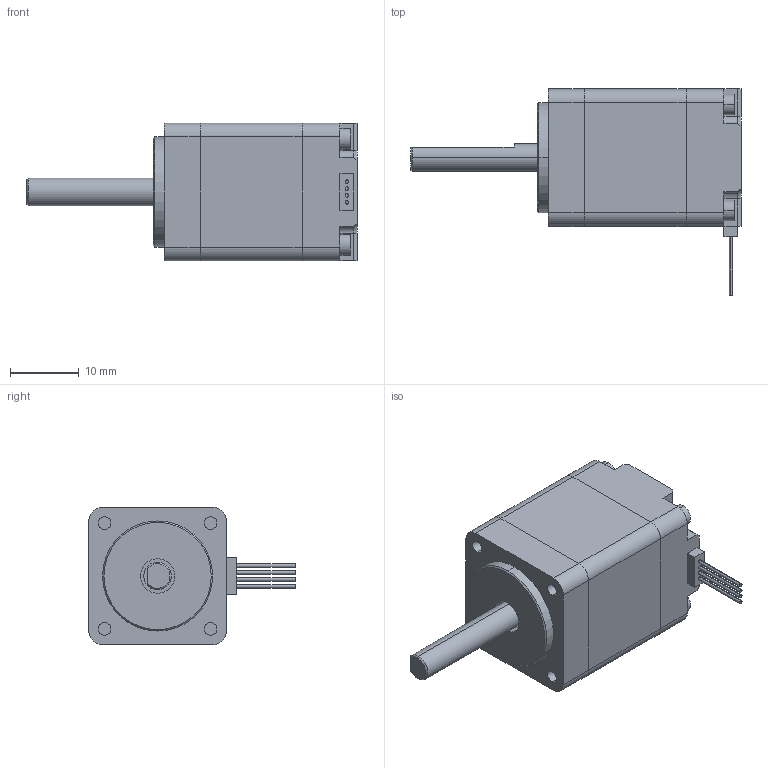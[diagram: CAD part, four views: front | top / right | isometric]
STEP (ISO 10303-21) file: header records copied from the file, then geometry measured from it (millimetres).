
FILE_DESCRIPTION (( 'STEP AP214' ), '1' );
FILE_NAME ('20HS2802A4.STEP', '2023-01-31T06:55:47', ( 'Windows 蚚誧' ), ( 'Organization' ), 'SwSTEP 2.0', 'SolidWorks 2021', '' );
FILE_SCHEMA (( 'AUTOMOTIVE_DESIGN' ));
Length unit declared in the file: millimetre
Products named in the file (1): 20HS2802A4
Bounding box: 48 x 30 x 20 mm (x, y, z)
Volume: 2429 mm3; surface area: 8142.1 mm2
Topology: 5 solids, 5 shells, 289 faces, 703 edges, 462 vertices
Faces by surface type: plane 170, cylinder 106, cone 13
Entity records: 9493 total; most frequent: DIRECTION 1508, CARTESIAN_POINT 1461, ORIENTED_EDGE 1406, EDGE_CURVE 703, AXIS2_PLACEMENT_3D 517, VECTOR 474, LINE 474, VERTEX_POINT 462
